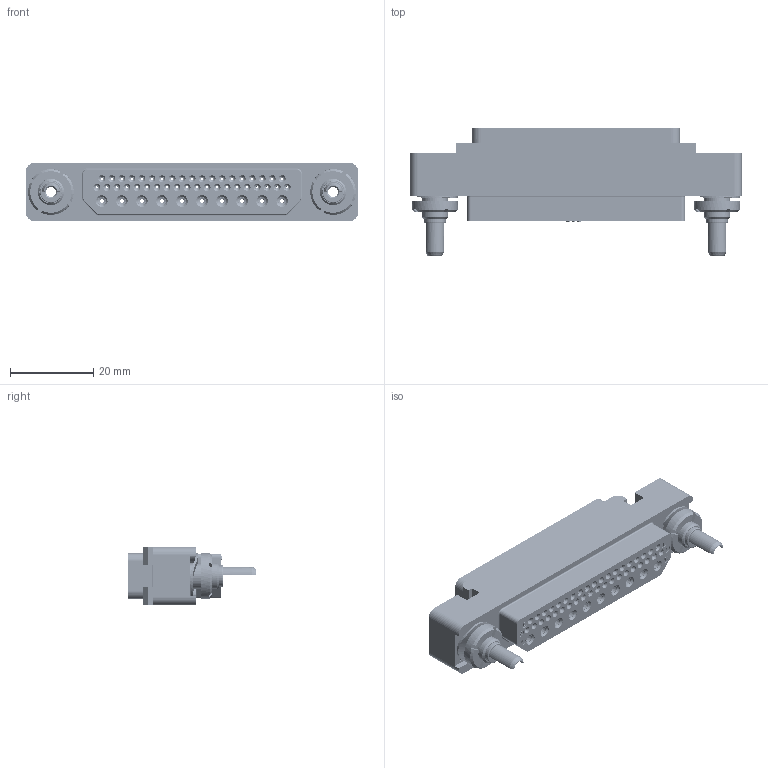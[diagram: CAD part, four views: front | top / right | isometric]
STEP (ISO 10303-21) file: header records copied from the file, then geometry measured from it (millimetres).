
FILE_DESCRIPTION((''),'2;1');
FILE_NAME('1900ND03S1B00A','2019-10-29T',('presta_be4'),(''),'CREO PARAMETRIC BY PTC INC, 2018360','CREO PARAMETRIC BY PTC INC, 2018360','');
FILE_SCHEMA(('CONFIG_CONTROL_DESIGN'));
Products named in the file (1): 1900ND03S1B00A
Bounding box: 80 x 30.77 x 14 mm (x, y, z)
Volume: 13382.2 mm3; surface area: 15023.3 mm2
Topology: 1 solids, 1 shells, 4702 faces, 10986 edges, 6604 vertices
Faces by surface type: plane 1649, cylinder 1142, torus 1132, cone 747, extrusion 26, bspline 6
Entity records: 139801 total; most frequent: CARTESIAN_POINT 28714, DIRECTION 25152, ORIENTED_EDGE 21964, EDGE_CURVE 10982, AXIS2_PLACEMENT_3D 9715, VERTEX_POINT 6604, VECTOR 5722, LINE 5696
